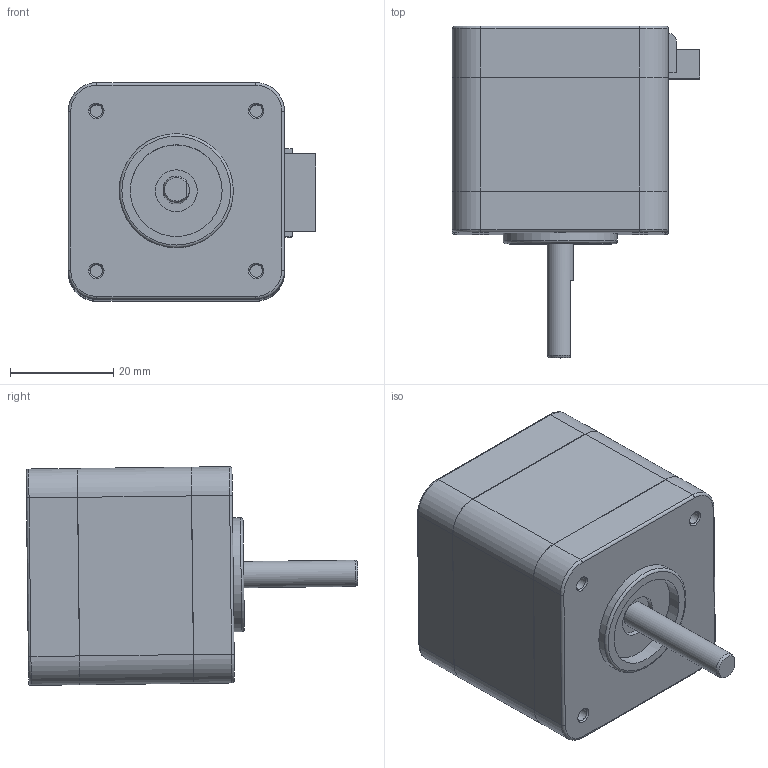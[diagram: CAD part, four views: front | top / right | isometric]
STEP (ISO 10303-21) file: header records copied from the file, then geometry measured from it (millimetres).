
FILE_DESCRIPTION(/* description */ (''),/* implementation_level */ '2;1');
FILE_NAME(/* name */ 'NEMA17_stepper_motor_40mm.step',/* time_stamp */ '2024-03-06T18:36:01+08:00',/* author */ (''),/* organization */ (''),/* preprocessor_version */ 'ST-DEVELOPER v20',/* originating_system */ 'Autodesk Translation Framework v12.20.1.177',/* authorisation */ '');
FILE_SCHEMA (('AUTOMOTIVE_DESIGN { 1 0 10303 214 3 1 1 }'));
Length unit declared in the file: millimetre
Products named in the file (3): 写字机组装; 步进电机 (1); 零部件25
Assembly tree (2 placements, depth 3):
  写字机组装
    步进电机 (1)
      零部件25
Bounding box: 48.01 x 64.28 x 42.37 mm (x, y, z)
Volume: 69461.6 mm3; surface area: 11103.2 mm2
Topology: 1 solids, 1 shells, 100 faces, 231 edges, 147 vertices
Faces by surface type: plane 47, cylinder 39, torus 9, cone 5
Full cylindrical faces by diameter (mm): 2.459 x4, 5.08 x1, 8.128 x2, 17.78 x2, 22.098 x1
Entity records: 2920 total; most frequent: DIRECTION 534, CARTESIAN_POINT 487, ORIENTED_EDGE 462, EDGE_CURVE 231, AXIS2_PLACEMENT_3D 200, VERTEX_POINT 147, LINE 134, VECTOR 134
